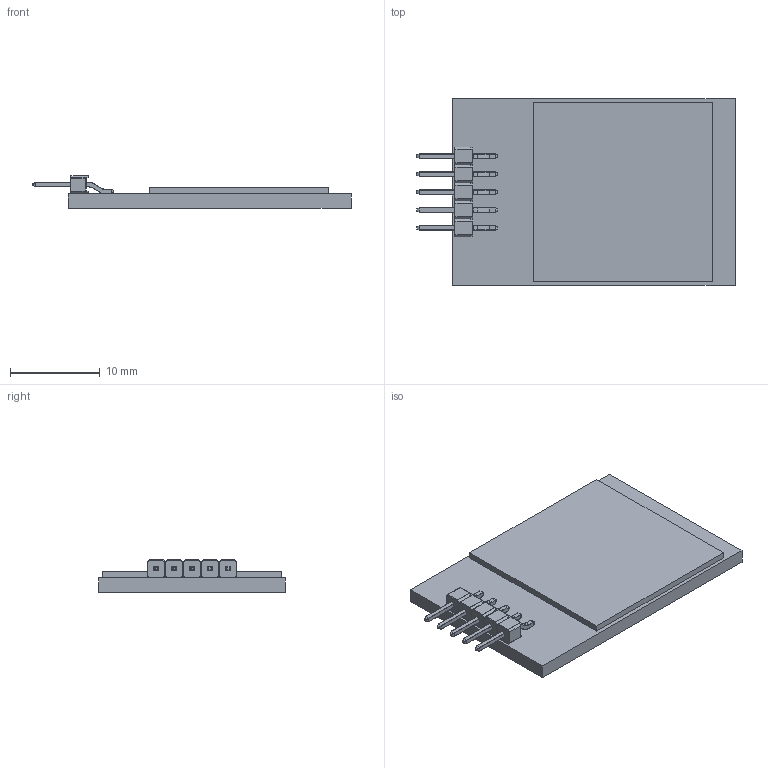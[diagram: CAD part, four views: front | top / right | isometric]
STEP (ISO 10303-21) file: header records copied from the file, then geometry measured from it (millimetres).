
FILE_DESCRIPTION(('KiCad electronic assembly'),'2;1');
FILE_NAME('Carrier_1.step','2022-07-20T00:43:05',('Pcbnew'),('Kicad'), 'Open CASCADE STEP processor 7.5','KiCad to STEP converter','Unknown' );
FILE_SCHEMA(('AUTOMOTIVE_DESIGN { 1 0 10303 214 1 1 1 1 }'));
Length unit declared in the file: millimetre
Products named in the file (6): Carrier_1 1; M22-5330505; COMPOUND; very_big_LGAD; Carrier_1 PCB
Assembly tree (5 placements, depth 3):
  Carrier_1 1
    M22-5330505
      COMPOUND
    very_big_LGAD
      COMPOUND
    Carrier_1 PCB
Bounding box: 35.44 x 20.8 x 3.63 mm (x, y, z)
Volume: 1371.1 mm3; surface area: 2521.6 mm2
Topology: 12 solids, 12 shells, 878 faces, 1917 edges, 968 vertices
Faces by surface type: bspline 871, plane 6, cylinder 1
Full cylindrical faces by diameter (mm): 1 x1
Entity records: 44496 total; most frequent: CARTESIAN_POINT 21534, B_SPLINE_CURVE_WITH_KNOTS 4306, ORIENTED_EDGE 3634, PCURVE 3634, DEFINITIONAL_REPRESENTATION 3634, EDGE_CURVE 1817, SURFACE_CURVE 1816, VERTEX_POINT 968
